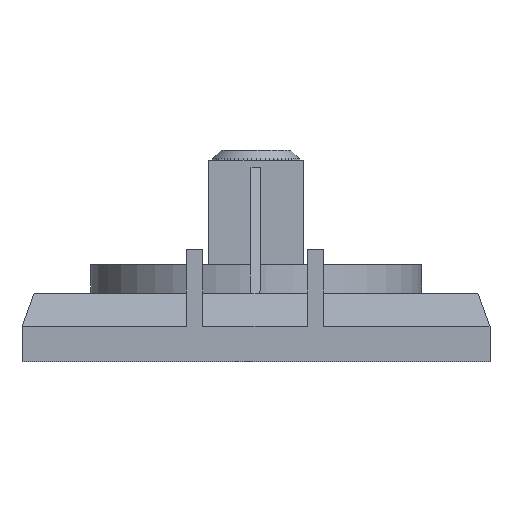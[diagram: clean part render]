
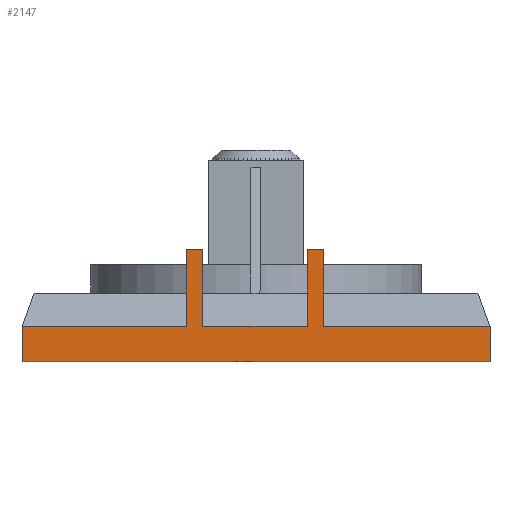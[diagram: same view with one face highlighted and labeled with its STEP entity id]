
A CAD part, left-side view. The second image highlights one B-rep face of the part: STEP entity #2147.
In plain terms, the highlighted free-form (B-spline) face has degree [1, 1] with [2, 2] control points.
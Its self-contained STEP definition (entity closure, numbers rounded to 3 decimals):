
#1745 = EDGE_CURVE('',#1746,#1748,#1750,.T.);
#1746 = VERTEX_POINT('',#1747);
#1747 = CARTESIAN_POINT('',(0.,977.799,
    114.589));
#1748 = VERTEX_POINT('',#1749);
#1749 = CARTESIAN_POINT('',(0.,1506.491,114.589));
#1750 = B_SPLINE_CURVE_WITH_KNOTS('',1,(#1751,#1752),.UNSPECIFIED.,.F.,
  .F.,(2,2),(1220.228,1880.),.PIECEWISE_BEZIER_KNOTS.);
#1751 = CARTESIAN_POINT('',(0.,977.799,
    114.589));
#1752 = CARTESIAN_POINT('',(0.,1506.491,
    114.589));
#1791 = VERTEX_POINT('',#1792);
#1792 = CARTESIAN_POINT('',(0.,924.729,
    114.589));
#1797 = EDGE_CURVE('',#1798,#1791,#1800,.T.);
#1798 = VERTEX_POINT('',#1799);
#1799 = CARTESIAN_POINT('',(0.,588.172,
    114.589));
#1800 = B_SPLINE_CURVE_WITH_KNOTS('',1,(#1801,#1802),.UNSPECIFIED.,.F.,
  .F.,(2,2),(734.,1154.),.PIECEWISE_BEZIER_KNOTS.);
#1801 = CARTESIAN_POINT('',(0.,588.172,
    114.589));
#1802 = CARTESIAN_POINT('',(0.,924.729,
    114.589));
#1820 = VERTEX_POINT('',#1821);
#1821 = CARTESIAN_POINT('',(0.,0.,114.589));
#1909 = VERTEX_POINT('',#1910);
#1910 = CARTESIAN_POINT('',(0.,535.102,
    114.589));
#1915 = EDGE_CURVE('',#1820,#1909,#1916,.T.);
#1916 = B_SPLINE_CURVE_WITH_KNOTS('',1,(#1917,#1918),.UNSPECIFIED.,.F.,
  .F.,(2,2),(0.,667.772),.PIECEWISE_BEZIER_KNOTS.);
#1917 = CARTESIAN_POINT('',(0.,0.,114.589));
#1918 = CARTESIAN_POINT('',(0.,535.102,
    114.589));
#2105 = VERTEX_POINT('',#2106);
#2106 = CARTESIAN_POINT('',(0.,0.,0.));
#2111 = EDGE_CURVE('',#2105,#2112,#2114,.T.);
#2112 = VERTEX_POINT('',#2113);
#2113 = CARTESIAN_POINT('',(0.,1506.491,0.));
#2114 = B_SPLINE_CURVE_WITH_KNOTS('',1,(#2115,#2116),.UNSPECIFIED.,.F.,
  .F.,(2,2),(0.,1880.),.PIECEWISE_BEZIER_KNOTS.);
#2115 = CARTESIAN_POINT('',(0.,0.,0.));
#2116 = CARTESIAN_POINT('',(0.,1506.491,0.));
#2138 = EDGE_CURVE('',#1820,#2105,#2139,.T.);
#2139 = B_SPLINE_CURVE_WITH_KNOTS('',1,(#2140,#2141),.UNSPECIFIED.,.F.,
  .F.,(2,2),(0.,143.),.PIECEWISE_BEZIER_KNOTS.);
#2140 = CARTESIAN_POINT('',(0.,0.,114.589));
#2141 = CARTESIAN_POINT('',(0.,0.,0.));
#2147 = ADVANCED_FACE('',(#2148),#2198,.T.);
#2148 = FACE_BOUND('',#2149,.T.);
#2149 = EDGE_LOOP('',(#2150,#2155,#2156,#2157,#2158,#2165,#2172,#2177,
    #2178,#2185,#2192,#2197));
#2150 = ORIENTED_EDGE('',*,*,#2151,.T.);
#2151 = EDGE_CURVE('',#1748,#2112,#2152,.T.);
#2152 = B_SPLINE_CURVE_WITH_KNOTS('',1,(#2153,#2154),.UNSPECIFIED.,.F.,
  .F.,(2,2),(0.,143.),.PIECEWISE_BEZIER_KNOTS.);
#2153 = CARTESIAN_POINT('',(0.,1506.491,
    114.589));
#2154 = CARTESIAN_POINT('',(0.,1506.491,0.));
#2155 = ORIENTED_EDGE('',*,*,#2111,.F.);
#2156 = ORIENTED_EDGE('',*,*,#2138,.F.);
#2157 = ORIENTED_EDGE('',*,*,#1915,.T.);
#2158 = ORIENTED_EDGE('',*,*,#2159,.F.);
#2159 = EDGE_CURVE('',#2160,#1909,#2162,.T.);
#2160 = VERTEX_POINT('',#2161);
#2161 = CARTESIAN_POINT('',(0.,535.102,
    360.596));
#2162 = B_SPLINE_CURVE_WITH_KNOTS('',1,(#2163,#2164),.UNSPECIFIED.,.F.,
  .F.,(2,2),(0.,307.),.PIECEWISE_BEZIER_KNOTS.);
#2163 = CARTESIAN_POINT('',(0.,535.102,
    360.596));
#2164 = CARTESIAN_POINT('',(0.,535.102,
    114.589));
#2165 = ORIENTED_EDGE('',*,*,#2166,.T.);
#2166 = EDGE_CURVE('',#2160,#2167,#2169,.T.);
#2167 = VERTEX_POINT('',#2168);
#2168 = CARTESIAN_POINT('',(0.,588.172,
    360.596));
#2169 = B_SPLINE_CURVE_WITH_KNOTS('',1,(#2170,#2171),.UNSPECIFIED.,.F.,
  .F.,(2,2),(0.,66.228),.PIECEWISE_BEZIER_KNOTS.);
#2170 = CARTESIAN_POINT('',(0.,535.102,
    360.596));
#2171 = CARTESIAN_POINT('',(0.,588.172,
    360.596));
#2172 = ORIENTED_EDGE('',*,*,#2173,.T.);
#2173 = EDGE_CURVE('',#2167,#1798,#2174,.T.);
#2174 = B_SPLINE_CURVE_WITH_KNOTS('',1,(#2175,#2176),.UNSPECIFIED.,.F.,
  .F.,(2,2),(0.,307.),.PIECEWISE_BEZIER_KNOTS.);
#2175 = CARTESIAN_POINT('',(0.,588.172,
    360.596));
#2176 = CARTESIAN_POINT('',(0.,588.172,
    114.589));
#2177 = ORIENTED_EDGE('',*,*,#1797,.T.);
#2178 = ORIENTED_EDGE('',*,*,#2179,.F.);
#2179 = EDGE_CURVE('',#2180,#1791,#2182,.T.);
#2180 = VERTEX_POINT('',#2181);
#2181 = CARTESIAN_POINT('',(0.,924.729,
    360.596));
#2182 = B_SPLINE_CURVE_WITH_KNOTS('',1,(#2183,#2184),.UNSPECIFIED.,.F.,
  .F.,(2,2),(0.,307.),.PIECEWISE_BEZIER_KNOTS.);
#2183 = CARTESIAN_POINT('',(0.,924.729,
    360.596));
#2184 = CARTESIAN_POINT('',(0.,924.729,
    114.589));
#2185 = ORIENTED_EDGE('',*,*,#2186,.T.);
#2186 = EDGE_CURVE('',#2180,#2187,#2189,.T.);
#2187 = VERTEX_POINT('',#2188);
#2188 = CARTESIAN_POINT('',(0.,977.799,
    360.596));
#2189 = B_SPLINE_CURVE_WITH_KNOTS('',1,(#2190,#2191),.UNSPECIFIED.,.F.,
  .F.,(2,2),(0.,66.228),.PIECEWISE_BEZIER_KNOTS.);
#2190 = CARTESIAN_POINT('',(0.,924.729,
    360.596));
#2191 = CARTESIAN_POINT('',(0.,977.799,
    360.596));
#2192 = ORIENTED_EDGE('',*,*,#2193,.T.);
#2193 = EDGE_CURVE('',#2187,#1746,#2194,.T.);
#2194 = B_SPLINE_CURVE_WITH_KNOTS('',1,(#2195,#2196),.UNSPECIFIED.,.F.,
  .F.,(2,2),(0.,307.),.PIECEWISE_BEZIER_KNOTS.);
#2195 = CARTESIAN_POINT('',(0.,977.799,
    360.596));
#2196 = CARTESIAN_POINT('',(0.,977.799,
    114.589));
#2197 = ORIENTED_EDGE('',*,*,#1745,.T.);
#2198 = B_SPLINE_SURFACE_WITH_KNOTS('',1,1,(
    (#2199,#2200)
    ,(#2201,#2202
  )),.UNSPECIFIED.,.F.,.F.,.F.,(2,2),(2,2),(-1880.,0.),(-143.,307.),
  .PIECEWISE_BEZIER_KNOTS.);
#2199 = CARTESIAN_POINT('',(0.,1506.491,0.));
#2200 = CARTESIAN_POINT('',(0.,1506.491,
    360.596));
#2201 = CARTESIAN_POINT('',(0.,0.,0.));
#2202 = CARTESIAN_POINT('',(0.,0.,360.596));
